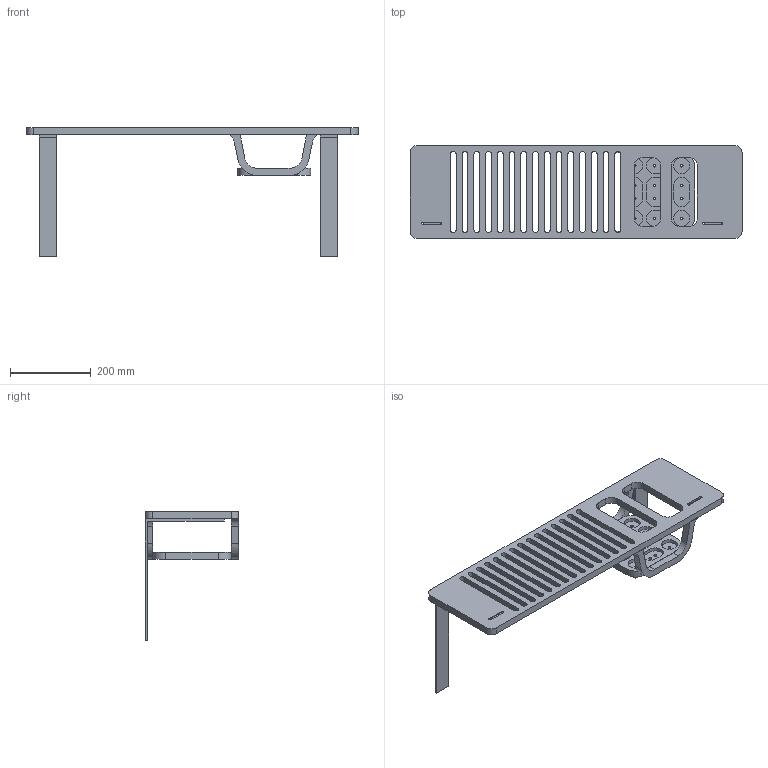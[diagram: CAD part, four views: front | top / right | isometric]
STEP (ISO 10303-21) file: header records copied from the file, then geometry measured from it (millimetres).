
FILE_DESCRIPTION( ( '' ), ' ' );
FILE_NAME( '5ab58a3d11fcc30d418f5bf4.step', '2018-03-23T23:14:06', ( '' ), ( '' ), ' ', ' ', ' ' );
FILE_SCHEMA( ( 'AUTOMOTIVE_DESIGN { 1 0 10303 214 1 1 1 1 }' ) );
Length unit declared in the file: metre
Products named in the file (5): Assem1; Part 1
Assembly tree (6 placements, depth 2):
  Assem1
    Part 1  x2
    Part 1
    Part 1  x2
    Part 1
Bounding box: 820 x 230 x 318 mm (x, y, z)
Volume: 3119030.7 mm3; surface area: 657815 mm2
Topology: 6 solids, 6 shells, 209 faces, 572 edges, 384 vertices
Faces by surface type: plane 115, cylinder 94
Full cylindrical faces by diameter (mm): 6.604 x16, 40 x4
Entity records: 6049 total; most frequent: DIRECTION 1050, CARTESIAN_POINT 1016, ORIENTED_EDGE 972, EDGE_CURVE 486, AXIS2_PLACEMENT_3D 374, VERTEX_POINT 340, LINE 302, VECTOR 302
